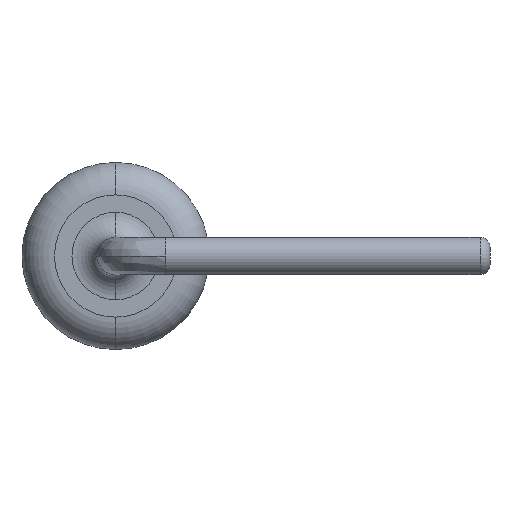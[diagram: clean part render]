
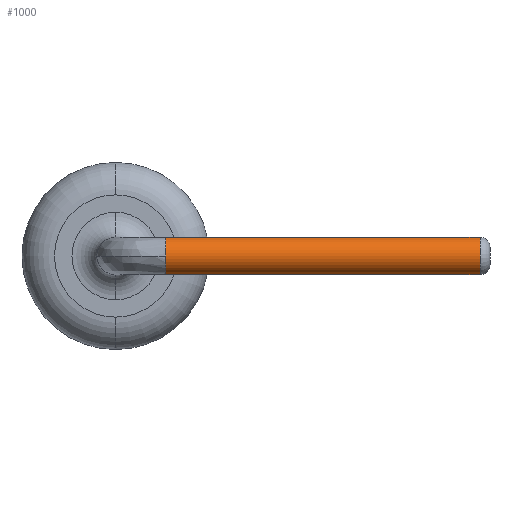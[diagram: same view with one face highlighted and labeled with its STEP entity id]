
A CAD part, left-side view. The second image highlights one B-rep face of the part: STEP entity #1000.
In plain terms, the highlighted cylindrical face has radius 0.375 mm (diameter 0.75 mm), a partial arc.
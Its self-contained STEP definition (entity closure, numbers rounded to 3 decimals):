
#103 = FACE_OUTER_BOUND ( 'NONE', #775, .T. ) ;
#201 = DIRECTION ( 'NONE',  ( 0., 0., 1. ) ) ;
#222 = LINE ( 'NONE', #1863, #1115 ) ;
#236 = DIRECTION ( 'NONE',  ( 0., 1., 0. ) ) ;
#293 = CARTESIAN_POINT ( 'NONE',  ( -6.725, 6.5, 0. ) ) ;
#303 = DIRECTION ( 'NONE',  ( 0., 1., 0. ) ) ;
#327 = CARTESIAN_POINT ( 'NONE',  ( -6.35, 0., 0. ) ) ;
#422 = VERTEX_POINT ( 'NONE', #2025 ) ;
#469 = ORIENTED_EDGE ( 'NONE', *, *, #928, .F. ) ;
#588 = VECTOR ( 'NONE', #2299, 1000. ) ;
#768 = EDGE_CURVE ( 'NONE', #1277, #1853, #1762, .T. ) ;
#775 = EDGE_LOOP ( 'NONE', ( #469, #1905, #1991, #1281, #783 ) ) ;
#783 = ORIENTED_EDGE ( 'NONE', *, *, #768, .F. ) ;
#848 = CARTESIAN_POINT ( 'NONE',  ( -6.35, 0., 0.375 ) ) ;
#881 = AXIS2_PLACEMENT_3D ( 'NONE', #1936, #303, #1067 ) ;
#928 = EDGE_CURVE ( 'NONE', #422, #1277, #222, .T. ) ;
#966 = CARTESIAN_POINT ( 'NONE',  ( -6.35, 6.5, 0.375 ) ) ;
#1000 = ADVANCED_FACE ( 'NONE', ( #103 ), #1743, .T. ) ;
#1036 = CIRCLE ( 'NONE', #881, 0.375 ) ;
#1067 = DIRECTION ( 'NONE',  ( -1., 0., 0. ) ) ;
#1085 = DIRECTION ( 'NONE',  ( 0., 1., 0. ) ) ;
#1101 = VERTEX_POINT ( 'NONE', #1164 ) ;
#1115 = VECTOR ( 'NONE', #236, 1000. ) ;
#1164 = CARTESIAN_POINT ( 'NONE',  ( -6.35, 0.2, 0.375 ) ) ;
#1257 = EDGE_CURVE ( 'NONE', #1101, #1522, #1670, .T. ) ;
#1277 = VERTEX_POINT ( 'NONE', #1916 ) ;
#1281 = ORIENTED_EDGE ( 'NONE', *, *, #1669, .F. ) ;
#1343 = AXIS2_PLACEMENT_3D ( 'NONE', #1629, #1085, #1674 ) ;
#1372 = DIRECTION ( 'NONE',  ( 0., 1., 0. ) ) ;
#1390 = AXIS2_PLACEMENT_3D ( 'NONE', #1499, #2154, #201 ) ;
#1392 = EDGE_CURVE ( 'NONE', #422, #1101, #1544, .T. ) ;
#1499 = CARTESIAN_POINT ( 'NONE',  ( -6.35, 0.2, 0. ) ) ;
#1522 = VERTEX_POINT ( 'NONE', #966 ) ;
#1544 = CIRCLE ( 'NONE', #1390, 0.375 ) ;
#1629 = CARTESIAN_POINT ( 'NONE',  ( -6.35, 6.5, 0. ) ) ;
#1669 = EDGE_CURVE ( 'NONE', #1853, #1522, #1036, .T. ) ;
#1670 = LINE ( 'NONE', #848, #588 ) ;
#1674 = DIRECTION ( 'NONE',  ( -1., 0., 0. ) ) ;
#1743 = CYLINDRICAL_SURFACE ( 'NONE', #2147, 0.375 ) ;
#1762 = CIRCLE ( 'NONE', #1343, 0.375 ) ;
#1853 = VERTEX_POINT ( 'NONE', #293 ) ;
#1863 = CARTESIAN_POINT ( 'NONE',  ( -6.35, 0., -0.375 ) ) ;
#1905 = ORIENTED_EDGE ( 'NONE', *, *, #1392, .T. ) ;
#1916 = CARTESIAN_POINT ( 'NONE',  ( -6.35, 6.5, -0.375 ) ) ;
#1936 = CARTESIAN_POINT ( 'NONE',  ( -6.35, 6.5, 0. ) ) ;
#1947 = DIRECTION ( 'NONE',  ( 0., 0., 1. ) ) ;
#1991 = ORIENTED_EDGE ( 'NONE', *, *, #1257, .T. ) ;
#2025 = CARTESIAN_POINT ( 'NONE',  ( -6.35, 0.2, -0.375 ) ) ;
#2147 = AXIS2_PLACEMENT_3D ( 'NONE', #327, #1372, #1947 ) ;
#2154 = DIRECTION ( 'NONE',  ( 0., 1., 0. ) ) ;
#2299 = DIRECTION ( 'NONE',  ( 0., 1., 0. ) ) ;
